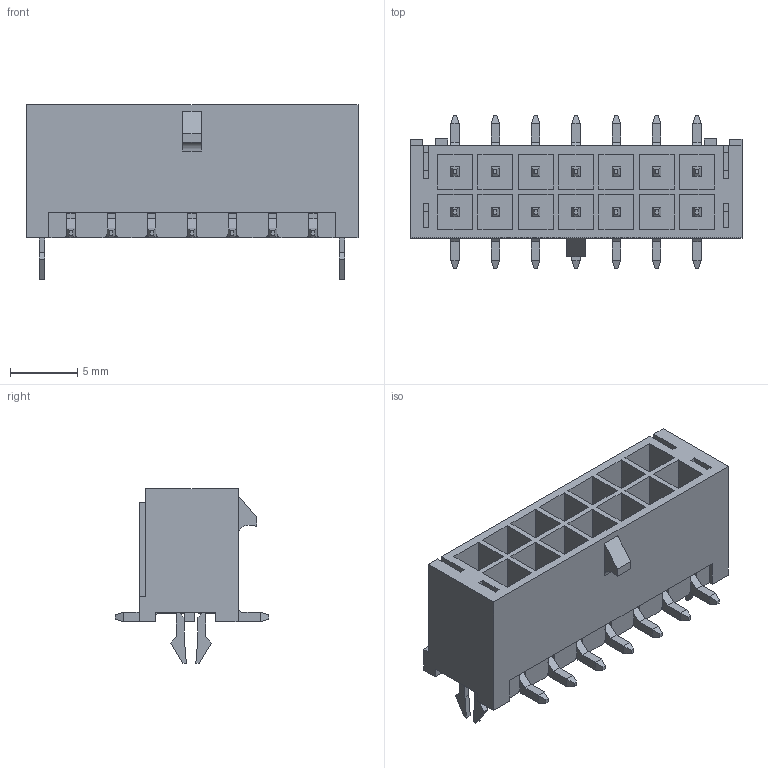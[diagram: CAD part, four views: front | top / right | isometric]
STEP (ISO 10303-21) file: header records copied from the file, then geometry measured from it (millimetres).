
FILE_DESCRIPTION(/* description */ ('Unknown'),/* implementation_level */ '2;1');
FILE_NAME(/* name */ '662014235922',/* time_stamp */ '2017-07-06T09:20:09+02:00',/* author */ ('Unknown'),/* organization */ ('Unknown'),/* preprocessor_version */ 'ST-DEVELOPER v16.7',/* originating_system */ 'DEX',/* authorisation */ $);
FILE_SCHEMA (('AUTOMOTIVE_DESIGN {1 0 10303 214 3 1 1}'));
Length unit declared in the file: millimetre
Products named in the file (4): 6620xx235922; 662014235922; 6620xx235922_PIN
Assembly tree (17 placements, depth 2):
  6620xx235922
    662014235922
    6620xx235922  x2
    6620xx235922_PIN  x14
Bounding box: 24.7 x 11.4 x 13 mm (x, y, z)
Volume: 942.2 mm3; surface area: 2916.9 mm2
Topology: 17 solids, 17 shells, 786 faces, 2159 edges, 1402 vertices
Faces by surface type: plane 741, cylinder 45
Entity records: 14249 total; most frequent: CARTESIAN_POINT 2541, ORIENTED_EDGE 2522, DIRECTION 2207, EDGE_CURVE 1261, LINE 1199, VECTOR 1199, VERTEX_POINT 838, AXIS2_PLACEMENT_3D 504
